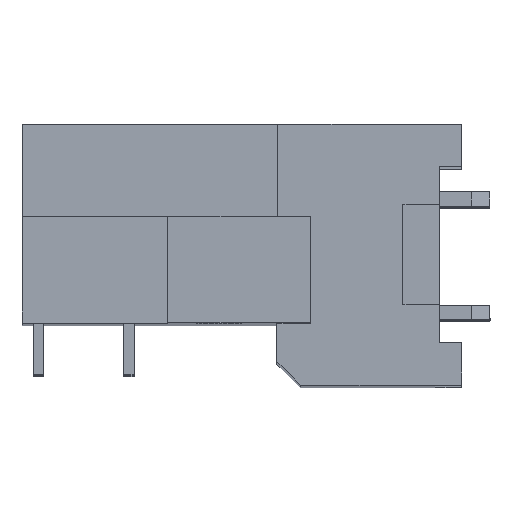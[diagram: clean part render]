
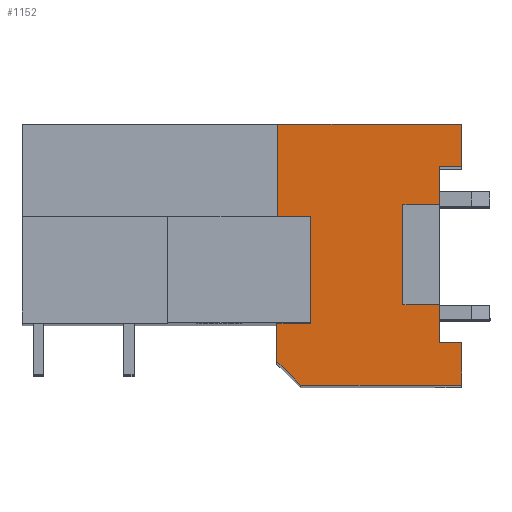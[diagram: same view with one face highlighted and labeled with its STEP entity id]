
A CAD part, top view. The second image highlights one B-rep face of the part: STEP entity #1152.
In plain terms, the highlighted planar face has unit normal (0, 0, 1).
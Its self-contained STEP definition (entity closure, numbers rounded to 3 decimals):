
#25 = DIRECTION ( 'NONE',  ( -1., 0., 0. ) ) ;
#81 = VERTEX_POINT ( 'NONE', #1146 ) ;
#99 = DIRECTION ( 'NONE',  ( 0., -1., 0. ) ) ;
#106 = CARTESIAN_POINT ( 'NONE',  ( 13.65, -3.4, 88.15 ) ) ;
#118 = LINE ( 'NONE', #4997, #6155 ) ;
#145 = VERTEX_POINT ( 'NONE', #3151 ) ;
#362 = VERTEX_POINT ( 'NONE', #7061 ) ;
#446 = ORIENTED_EDGE ( 'NONE', *, *, #7576, .F. ) ;
#512 = LINE ( 'NONE', #7352, #6364 ) ;
#581 = VECTOR ( 'NONE', #99, 1000. ) ;
#602 = CARTESIAN_POINT ( 'NONE',  ( 12.4, 1.12, 88.15 ) ) ;
#604 = CARTESIAN_POINT ( 'NONE',  ( 13.65, -1., 88.15 ) ) ;
#623 = VECTOR ( 'NONE', #25, 1000. ) ;
#727 = CARTESIAN_POINT ( 'NONE',  ( 12.4, -1., 88.15 ) ) ;
#756 = VERTEX_POINT ( 'NONE', #4286 ) ;
#774 = DIRECTION ( 'NONE',  ( 0., -1., 0. ) ) ;
#793 = DIRECTION ( 'NONE',  ( 0., 1., 0. ) ) ;
#856 = VECTOR ( 'NONE', #7154, 1000. ) ;
#949 = LINE ( 'NONE', #4733, #6701 ) ;
#1052 = CARTESIAN_POINT ( 'NONE',  ( 13.65, -3.4, 88.15 ) ) ;
#1087 = CARTESIAN_POINT ( 'NONE',  ( 13.65, 11.3, 88.15 ) ) ;
#1146 = CARTESIAN_POINT ( 'NONE',  ( 13.65, -3.4, 88.15 ) ) ;
#1152 = ADVANCED_FACE ( 'NONE', ( #6393 ), #5660, .T. ) ;
#1192 = EDGE_CURVE ( 'NONE', #2913, #4120, #4413, .T. ) ;
#1312 = EDGE_CURVE ( 'NONE', #8296, #81, #512, .T. ) ;
#1550 = AXIS2_PLACEMENT_3D ( 'NONE', #1697, #7249, #5703 ) ;
#1620 = EDGE_CURVE ( 'NONE', #2353, #5060, #4785, .T. ) ;
#1669 = ORIENTED_EDGE ( 'NONE', *, *, #1620, .F. ) ;
#1697 = CARTESIAN_POINT ( 'NONE',  ( 13.65, -3.4, 88.15 ) ) ;
#1782 = ORIENTED_EDGE ( 'NONE', *, *, #5902, .F. ) ;
#1816 = CARTESIAN_POINT ( 'NONE',  ( 3.25, -2.06, 88.15 ) ) ;
#1879 = CARTESIAN_POINT ( 'NONE',  ( 13.65, 8.9, 88.15 ) ) ;
#1908 = VECTOR ( 'NONE', #7607, 1000. ) ;
#2081 = DIRECTION ( 'NONE',  ( 0.707, -0.707, 0. ) ) ;
#2123 = CARTESIAN_POINT ( 'NONE',  ( 12.4, 6.77, 88.15 ) ) ;
#2282 = CARTESIAN_POINT ( 'NONE',  ( 3.25, 0.1, 88.15 ) ) ;
#2310 = VECTOR ( 'NONE', #4827, 1000. ) ;
#2353 = VERTEX_POINT ( 'NONE', #8099 ) ;
#2365 = CARTESIAN_POINT ( 'NONE',  ( 13.65, 8.9, 88.15 ) ) ;
#2374 = CARTESIAN_POINT ( 'NONE',  ( 12.4, 8.9, 88.15 ) ) ;
#2408 = VERTEX_POINT ( 'NONE', #6086 ) ;
#2504 = DIRECTION ( 'NONE',  ( 0., 1., 0. ) ) ;
#2511 = CARTESIAN_POINT ( 'NONE',  ( 9.12, -7.93, 88.15 ) ) ;
#2819 = ORIENTED_EDGE ( 'NONE', *, *, #2880, .F. ) ;
#2880 = EDGE_CURVE ( 'NONE', #362, #3721, #8343, .T. ) ;
#2905 = EDGE_LOOP ( 'NONE', ( #2819, #3189, #4371, #1669, #3178, #4771, #8453, #6120, #446, #7390, #6450, #6889, #4943, #5735, #6205, #4284, #1782 ) ) ;
#2908 = VECTOR ( 'NONE', #5743, 1000. ) ;
#2912 = DIRECTION ( 'NONE',  ( 1., 0., 0. ) ) ;
#2913 = VERTEX_POINT ( 'NONE', #727 ) ;
#2970 = LINE ( 'NONE', #2374, #2908 ) ;
#3143 = LINE ( 'NONE', #1879, #7466 ) ;
#3148 = LINE ( 'NONE', #2282, #8593 ) ;
#3151 = CARTESIAN_POINT ( 'NONE',  ( 3.25, 0.1, 88.15 ) ) ;
#3178 = ORIENTED_EDGE ( 'NONE', *, *, #6893, .F. ) ;
#3189 = ORIENTED_EDGE ( 'NONE', *, *, #5380, .F. ) ;
#3244 = DIRECTION ( 'NONE',  ( 1., 0., 0. ) ) ;
#3426 = CARTESIAN_POINT ( 'NONE',  ( 12.4, 1.12, 88.15 ) ) ;
#3474 = CARTESIAN_POINT ( 'NONE',  ( 10.35, 6.77, 88.15 ) ) ;
#3604 = VERTEX_POINT ( 'NONE', #1816 ) ;
#3612 = LINE ( 'NONE', #3474, #581 ) ;
#3721 = VERTEX_POINT ( 'NONE', #3426 ) ;
#3855 = DIRECTION ( 'NONE',  ( 1., 0., 0. ) ) ;
#4030 = LINE ( 'NONE', #6147, #5088 ) ;
#4120 = VERTEX_POINT ( 'NONE', #604 ) ;
#4155 = CARTESIAN_POINT ( 'NONE',  ( 5.15, 6.1, 88.15 ) ) ;
#4284 = ORIENTED_EDGE ( 'NONE', *, *, #1192, .F. ) ;
#4286 = CARTESIAN_POINT ( 'NONE',  ( 5.15, 0.1, 88.15 ) ) ;
#4371 = ORIENTED_EDGE ( 'NONE', *, *, #4487, .F. ) ;
#4413 = LINE ( 'NONE', #7200, #4620 ) ;
#4459 = LINE ( 'NONE', #1052, #856 ) ;
#4487 = EDGE_CURVE ( 'NONE', #5060, #4598, #8292, .T. ) ;
#4598 = VERTEX_POINT ( 'NONE', #5643 ) ;
#4606 = DIRECTION ( 'NONE',  ( 0., 1., 0. ) ) ;
#4620 = VECTOR ( 'NONE', #7487, 1000. ) ;
#4713 = CARTESIAN_POINT ( 'NONE',  ( 13.65, 11.3, 88.15 ) ) ;
#4733 = CARTESIAN_POINT ( 'NONE',  ( 5.15, -3.4, 88.15 ) ) ;
#4771 = ORIENTED_EDGE ( 'NONE', *, *, #5890, .T. ) ;
#4785 = LINE ( 'NONE', #6300, #5044 ) ;
#4820 = CARTESIAN_POINT ( 'NONE',  ( 12.4, 6.77, 88.15 ) ) ;
#4827 = DIRECTION ( 'NONE',  ( 1., 0., 0. ) ) ;
#4904 = EDGE_CURVE ( 'NONE', #3604, #8296, #6663, .T. ) ;
#4943 = ORIENTED_EDGE ( 'NONE', *, *, #4904, .T. ) ;
#4997 = CARTESIAN_POINT ( 'NONE',  ( 5.15, 0.1, 88.15 ) ) ;
#5029 = LINE ( 'NONE', #4155, #623 ) ;
#5044 = VECTOR ( 'NONE', #774, 1000. ) ;
#5052 = DIRECTION ( 'NONE',  ( 0., -1., 0. ) ) ;
#5060 = VERTEX_POINT ( 'NONE', #2123 ) ;
#5088 = VECTOR ( 'NONE', #2504, 1000. ) ;
#5380 = EDGE_CURVE ( 'NONE', #4598, #362, #3612, .T. ) ;
#5523 = CARTESIAN_POINT ( 'NONE',  ( 3.3, 11.3, 88.15 ) ) ;
#5543 = LINE ( 'NONE', #106, #6617 ) ;
#5643 = CARTESIAN_POINT ( 'NONE',  ( 10.35, 6.77, 88.15 ) ) ;
#5660 = PLANE ( 'NONE',  #1550 ) ;
#5703 = DIRECTION ( 'NONE',  ( 1., 0., 0. ) ) ;
#5735 = ORIENTED_EDGE ( 'NONE', *, *, #1312, .T. ) ;
#5743 = DIRECTION ( 'NONE',  ( 0., -1., 0. ) ) ;
#5835 = DIRECTION ( 'NONE',  ( -1., 0., 0. ) ) ;
#5873 = LINE ( 'NONE', #1087, #7471 ) ;
#5890 = EDGE_CURVE ( 'NONE', #6337, #7816, #4459, .T. ) ;
#5902 = EDGE_CURVE ( 'NONE', #3721, #2913, #2970, .T. ) ;
#5924 = EDGE_CURVE ( 'NONE', #145, #3604, #3148, .T. ) ;
#5992 = EDGE_CURVE ( 'NONE', #756, #8151, #949, .T. ) ;
#6086 = CARTESIAN_POINT ( 'NONE',  ( 3.3, 6.1, 88.15 ) ) ;
#6120 = ORIENTED_EDGE ( 'NONE', *, *, #6340, .F. ) ;
#6147 = CARTESIAN_POINT ( 'NONE',  ( 3.3, 6.1, 88.15 ) ) ;
#6155 = VECTOR ( 'NONE', #2912, 1000. ) ;
#6205 = ORIENTED_EDGE ( 'NONE', *, *, #8729, .T. ) ;
#6300 = CARTESIAN_POINT ( 'NONE',  ( 12.4, 8.9, 88.15 ) ) ;
#6337 = VERTEX_POINT ( 'NONE', #2365 ) ;
#6340 = EDGE_CURVE ( 'NONE', #2408, #8265, #4030, .T. ) ;
#6364 = VECTOR ( 'NONE', #3244, 1000. ) ;
#6393 = FACE_OUTER_BOUND ( 'NONE', #2905, .T. ) ;
#6450 = ORIENTED_EDGE ( 'NONE', *, *, #7150, .F. ) ;
#6523 = CARTESIAN_POINT ( 'NONE',  ( 4.59, -3.4, 88.15 ) ) ;
#6617 = VECTOR ( 'NONE', #793, 1000. ) ;
#6663 = LINE ( 'NONE', #2511, #7442 ) ;
#6701 = VECTOR ( 'NONE', #4606, 1000. ) ;
#6889 = ORIENTED_EDGE ( 'NONE', *, *, #5924, .T. ) ;
#6893 = EDGE_CURVE ( 'NONE', #6337, #2353, #3143, .T. ) ;
#7061 = CARTESIAN_POINT ( 'NONE',  ( 10.35, 1.12, 88.15 ) ) ;
#7150 = EDGE_CURVE ( 'NONE', #145, #756, #118, .T. ) ;
#7154 = DIRECTION ( 'NONE',  ( 0., 1., 0. ) ) ;
#7200 = CARTESIAN_POINT ( 'NONE',  ( 13.65, -1., 88.15 ) ) ;
#7249 = DIRECTION ( 'NONE',  ( 0., 0., 1. ) ) ;
#7300 = EDGE_CURVE ( 'NONE', #8265, #7816, #5873, .T. ) ;
#7352 = CARTESIAN_POINT ( 'NONE',  ( 13.65, -3.4, 88.15 ) ) ;
#7390 = ORIENTED_EDGE ( 'NONE', *, *, #5992, .F. ) ;
#7442 = VECTOR ( 'NONE', #2081, 1000. ) ;
#7466 = VECTOR ( 'NONE', #5835, 1000. ) ;
#7471 = VECTOR ( 'NONE', #3855, 1000. ) ;
#7487 = DIRECTION ( 'NONE',  ( 1., 0., 0. ) ) ;
#7576 = EDGE_CURVE ( 'NONE', #8151, #2408, #5029, .T. ) ;
#7607 = DIRECTION ( 'NONE',  ( -1., 0., 0. ) ) ;
#7816 = VERTEX_POINT ( 'NONE', #4713 ) ;
#8099 = CARTESIAN_POINT ( 'NONE',  ( 12.4, 8.9, 88.15 ) ) ;
#8151 = VERTEX_POINT ( 'NONE', #8818 ) ;
#8265 = VERTEX_POINT ( 'NONE', #5523 ) ;
#8292 = LINE ( 'NONE', #4820, #1908 ) ;
#8296 = VERTEX_POINT ( 'NONE', #6523 ) ;
#8343 = LINE ( 'NONE', #602, #2310 ) ;
#8453 = ORIENTED_EDGE ( 'NONE', *, *, #7300, .F. ) ;
#8593 = VECTOR ( 'NONE', #5052, 1000. ) ;
#8729 = EDGE_CURVE ( 'NONE', #81, #4120, #5543, .T. ) ;
#8818 = CARTESIAN_POINT ( 'NONE',  ( 5.15, 6.1, 88.15 ) ) ;
